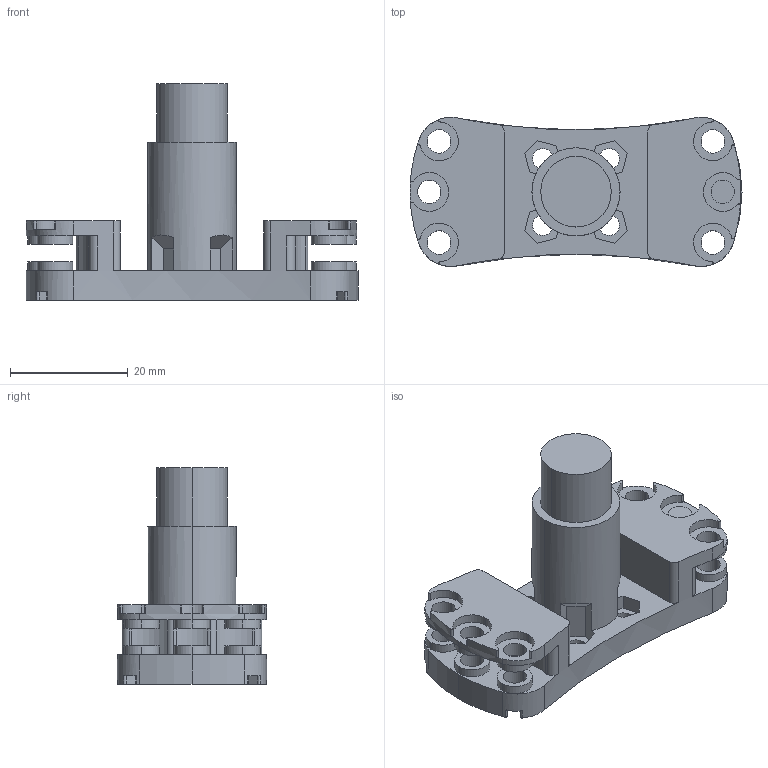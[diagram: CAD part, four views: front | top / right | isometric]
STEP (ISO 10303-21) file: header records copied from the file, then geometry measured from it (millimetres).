
FILE_DESCRIPTION (( 'STEP AP214' ), '1' );
FILE_NAME ('Wave Generator REV2 Print Part.STEP', '2025-01-29T01:21:05', ( '' ), ( '' ), 'SwSTEP 2.0', 'SolidWorks 2024', '' );
FILE_SCHEMA (( 'AUTOMOTIVE_DESIGN' ));
Length unit declared in the file: inch
Products named in the file (1): Wave Generator REV2 Print Part
Bounding box: 56.51 x 25.38 x 36.9 mm (x, y, z)
Volume: 13225.9 mm3; surface area: 7948.1 mm2
Topology: 1 solids, 1 shells, 247 faces, 682 edges, 454 vertices
Faces by surface type: cylinder 140, plane 105, cone 2
Entity records: 8109 total; most frequent: DIRECTION 1492, CARTESIAN_POINT 1396, ORIENTED_EDGE 1364, EDGE_CURVE 682, AXIS2_PLACEMENT_3D 566, VERTEX_POINT 454, LINE 360, VECTOR 360
